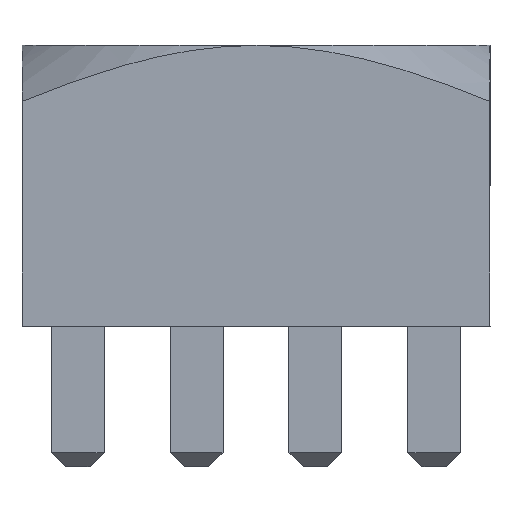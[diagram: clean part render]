
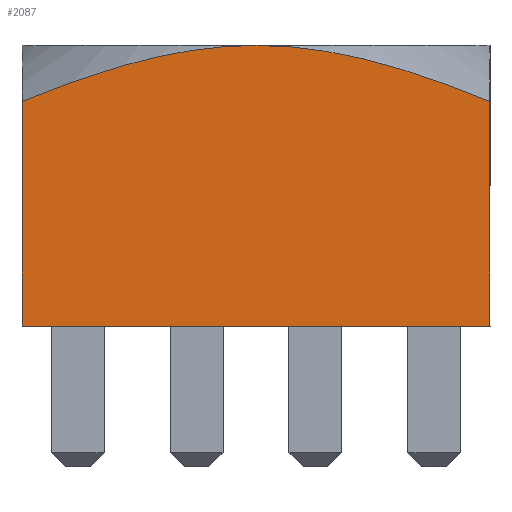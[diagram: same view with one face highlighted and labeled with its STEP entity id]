
A CAD part, left-side view. The second image highlights one B-rep face of the part: STEP entity #2087.
In plain terms, the highlighted planar face has unit normal (-1, 0, 0).
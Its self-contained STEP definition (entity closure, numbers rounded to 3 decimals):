
#46 = CARTESIAN_POINT ( 'NONE',  ( -5., 5., 6. ) ) ;
#52 = FACE_OUTER_BOUND ( 'NONE', #3284, .T. ) ;
#53 = PLANE ( 'NONE',  #2667 ) ;
#55 = DIRECTION ( 'NONE',  ( 1., 0., 0. ) ) ;
#56 = DIRECTION ( 'NONE',  ( 0., 0., -1. ) ) ;
#518 = ORIENTED_EDGE ( 'NONE', *, *, #2192, .F. ) ;
#519 = ORIENTED_EDGE ( 'NONE', *, *, #2191, .F. ) ;
#520 = ORIENTED_EDGE ( 'NONE', *, *, #864, .T. ) ;
#521 = ORIENTED_EDGE ( 'NONE', *, *, #2190, .T. ) ;
#522 = ORIENTED_EDGE ( 'NONE', *, *, #2189, .F. ) ;
#864 = EDGE_CURVE ( 'NONE', #1805, #916, #1557, .T. ) ;
#915 = VERTEX_POINT ( 'NONE', #1608 ) ;
#916 = VERTEX_POINT ( 'NONE', #1609 ) ;
#927 = VERTEX_POINT ( 'NONE', #1620 ) ;
#929 = VERTEX_POINT ( 'NONE', #1622 ) ;
#1293 = CARTESIAN_POINT ( 'NONE',  ( -5., 5., 0. ) ) ;
#1483 = VECTOR ( 'NONE', #3043, 1000. ) ;
#1484 = VECTOR ( 'NONE', #3046, 1000. ) ;
#1557 = LINE ( 'NONE', #1565, #1744 ) ;
#1565 = CARTESIAN_POINT ( 'NONE',  ( -5., 5., 0. ) ) ;
#1567 = DIRECTION ( 'NONE',  ( 0., -1., 0. ) ) ;
#1608 = CARTESIAN_POINT ( 'NONE',  ( -5., 5., 4.804 ) ) ;
#1609 = CARTESIAN_POINT ( 'NONE',  ( -5., -5., 0. ) ) ;
#1620 = CARTESIAN_POINT ( 'NONE',  ( -5., 0., 6. ) ) ;
#1622 = CARTESIAN_POINT ( 'NONE',  ( -5., -5., 4.804 ) ) ;
#1744 = VECTOR ( 'NONE', #1567, 1000. ) ;
#1778 = B_SPLINE_CURVE_WITH_KNOTS ( 'NONE', 3,
 ( #3033, #3035, #3049, #3050, #3051, #3052, #3053, #3054 ),
 .UNSPECIFIED., .F., .F.,
 ( 4, 2, 2, 4 ),
 ( 0.018, 0.019, 0.021, 0.023 ),
 .UNSPECIFIED. ) ;
#1779 = B_SPLINE_CURVE_WITH_KNOTS ( 'NONE', 3,
 ( #3029, #3025, #3036, #3037, #3038, #3039, #3040, #3041 ),
 .UNSPECIFIED., .F., .F.,
 ( 4, 2, 2, 4 ),
 ( 0.013, 0.014, 0.016, 0.018 ),
 .UNSPECIFIED. ) ;
#1805 = VERTEX_POINT ( 'NONE', #1293 ) ;
#2087 = ADVANCED_FACE ( 'NONE', ( #52 ), #53, .F. ) ;
#2189 = EDGE_CURVE ( 'NONE', #915, #927, #1779, .T. ) ;
#2190 = EDGE_CURVE ( 'NONE', #915, #1805, #3034, .T. ) ;
#2191 = EDGE_CURVE ( 'NONE', #929, #916, #3044, .T. ) ;
#2192 = EDGE_CURVE ( 'NONE', #927, #929, #1778, .T. ) ;
#2667 = AXIS2_PLACEMENT_3D ( 'NONE', #46, #55, #56 ) ;
#3025 = CARTESIAN_POINT ( 'NONE',  ( -5., 4.6, 4.967 ) ) ;
#3029 = CARTESIAN_POINT ( 'NONE',  ( -5., 5., 4.804 ) ) ;
#3033 = CARTESIAN_POINT ( 'NONE',  ( -5., 0., 6. ) ) ;
#3034 = LINE ( 'NONE', #3042, #1483 ) ;
#3035 = CARTESIAN_POINT ( 'NONE',  ( -5., -0.43, 6. ) ) ;
#3036 = CARTESIAN_POINT ( 'NONE',  ( -5., 4.197, 5.123 ) ) ;
#3037 = CARTESIAN_POINT ( 'NONE',  ( -5., 3.377, 5.408 ) ) ;
#3038 = CARTESIAN_POINT ( 'NONE',  ( -5., 2.963, 5.538 ) ) ;
#3039 = CARTESIAN_POINT ( 'NONE',  ( -5., 1.714, 5.865 ) ) ;
#3040 = CARTESIAN_POINT ( 'NONE',  ( -5., 0.868, 6. ) ) ;
#3041 = CARTESIAN_POINT ( 'NONE',  ( -5., 0., 6. ) ) ;
#3042 = CARTESIAN_POINT ( 'NONE',  ( -5., 5., 6. ) ) ;
#3043 = DIRECTION ( 'NONE',  ( 0., 0., -1. ) ) ;
#3044 = LINE ( 'NONE', #3045, #1484 ) ;
#3045 = CARTESIAN_POINT ( 'NONE',  ( -5., -5., 6. ) ) ;
#3046 = DIRECTION ( 'NONE',  ( 0., 0., -1. ) ) ;
#3049 = CARTESIAN_POINT ( 'NONE',  ( -5., -0.866, 5.967 ) ) ;
#3050 = CARTESIAN_POINT ( 'NONE',  ( -5., -1.719, 5.844 ) ) ;
#3051 = CARTESIAN_POINT ( 'NONE',  ( -5., -2.139, 5.754 ) ) ;
#3052 = CARTESIAN_POINT ( 'NONE',  ( -5., -3.386, 5.427 ) ) ;
#3053 = CARTESIAN_POINT ( 'NONE',  ( -5., -4.202, 5.13 ) ) ;
#3054 = CARTESIAN_POINT ( 'NONE',  ( -5., -5., 4.804 ) ) ;
#3284 = EDGE_LOOP ( 'NONE', ( #522, #521, #520, #519, #518 ) ) ;
